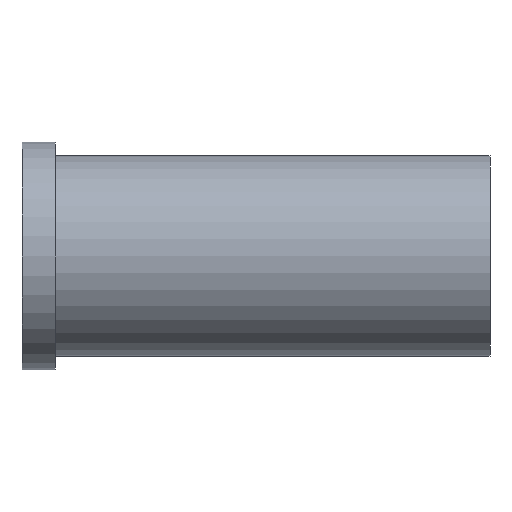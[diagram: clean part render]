
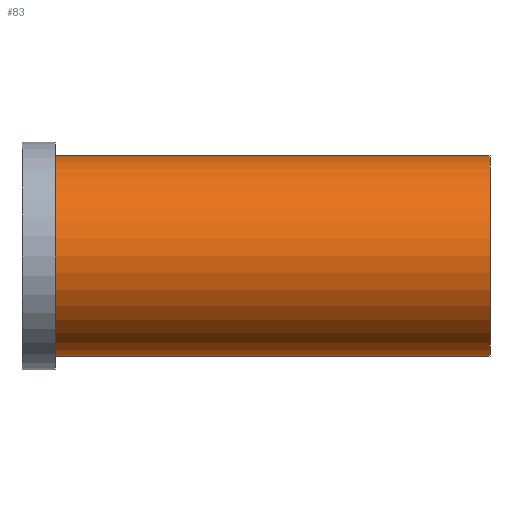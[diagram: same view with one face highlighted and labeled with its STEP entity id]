
A CAD part, front view. The second image highlights one B-rep face of the part: STEP entity #83.
In plain terms, the highlighted cylindrical face has radius 15 mm (diameter 30 mm), a full revolution.
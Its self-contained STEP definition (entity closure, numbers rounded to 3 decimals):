
#21=CYLINDRICAL_SURFACE('',#106,15.);
#29=ORIENTED_EDGE('',*,*,#39,.F.);
#30=ORIENTED_EDGE('',*,*,#38,.T.);
#38=EDGE_CURVE('',#44,#44,#50,.T.);
#39=EDGE_CURVE('',#45,#45,#51,.T.);
#44=VERTEX_POINT('',#148);
#45=VERTEX_POINT('',#151);
#50=CIRCLE('',#105,15.);
#51=CIRCLE('',#107,15.);
#59=EDGE_LOOP('',(#29));
#60=EDGE_LOOP('',(#30));
#71=FACE_BOUND('',#59,.T.);
#72=FACE_BOUND('',#60,.T.);
#83=ADVANCED_FACE('',(#71,#72),#21,.T.);
#105=AXIS2_PLACEMENT_3D('',#147,#125,#126);
#106=AXIS2_PLACEMENT_3D('',#149,#127,#128);
#107=AXIS2_PLACEMENT_3D('',#150,#129,#130);
#125=DIRECTION('',(1.,0.,0.));
#126=DIRECTION('',(0.,0.,-1.));
#127=DIRECTION('',(1.,0.,0.));
#128=DIRECTION('',(0.,0.,-1.));
#129=DIRECTION('',(1.,0.,0.));
#130=DIRECTION('',(0.,0.,-1.));
#147=CARTESIAN_POINT('',(5.,0.,0.));
#148=CARTESIAN_POINT('',(5.,0.,-15.));
#149=CARTESIAN_POINT('',(70.,0.,0.));
#150=CARTESIAN_POINT('',(70.,0.,0.));
#151=CARTESIAN_POINT('',(70.,0.,-15.));
